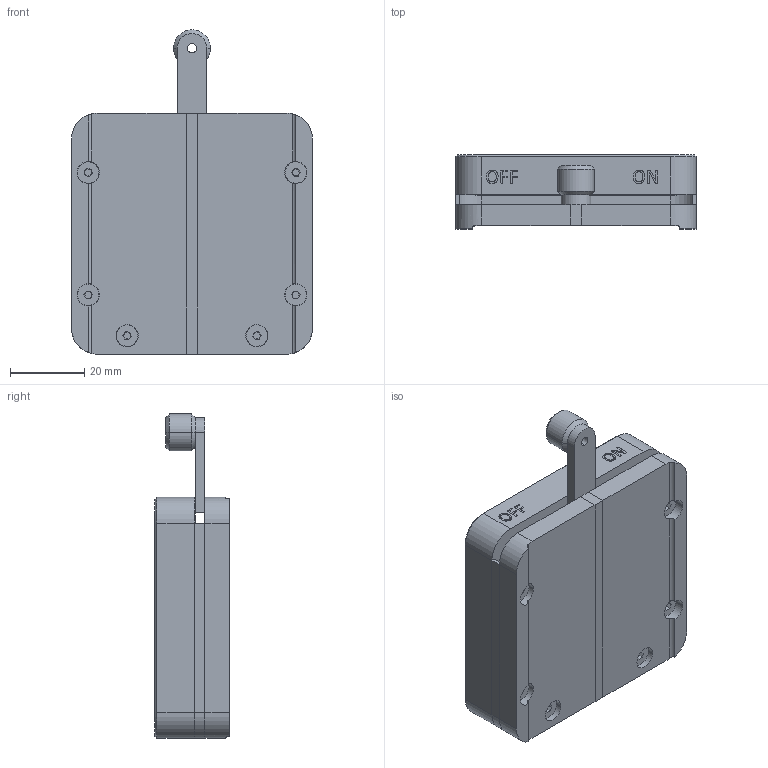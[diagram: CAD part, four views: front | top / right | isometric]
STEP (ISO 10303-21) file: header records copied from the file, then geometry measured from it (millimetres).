
FILE_DESCRIPTION (( 'STEP AP214' ), '1' );
FILE_NAME ('07MBH-3M.STEP', '2019-01-15T02:00:38', ( '' ), ( '' ), 'SwSTEP 2.0', 'SolidWorks 2016', '' );
FILE_SCHEMA (( 'AUTOMOTIVE_DESIGN' ));
Length unit declared in the file: millimetre
Products named in the file (1): 07MBH-3M
Bounding box: 65 x 20 x 87.5 mm (x, y, z)
Surface area: 26452.5 mm2 (no closed solid volume)
Topology: 0 solids, 13 shells, 177 faces, 634 edges, 464 vertices
Faces by surface type: plane 95, cylinder 61, bspline 13, cone 8
Entity records: 10210 total; most frequent: CARTESIAN_POINT 2873, DIRECTION 1064, ORIENTED_EDGE 1008, EDGE_CURVE 634, VERTEX_POINT 464, AXIS2_PLACEMENT_3D 361, LINE 342, VECTOR 342
